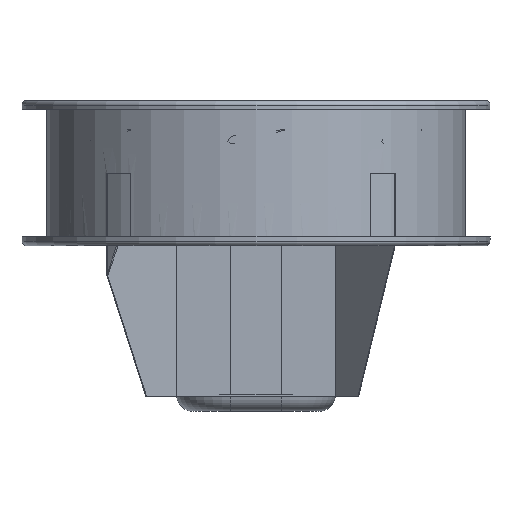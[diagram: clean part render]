
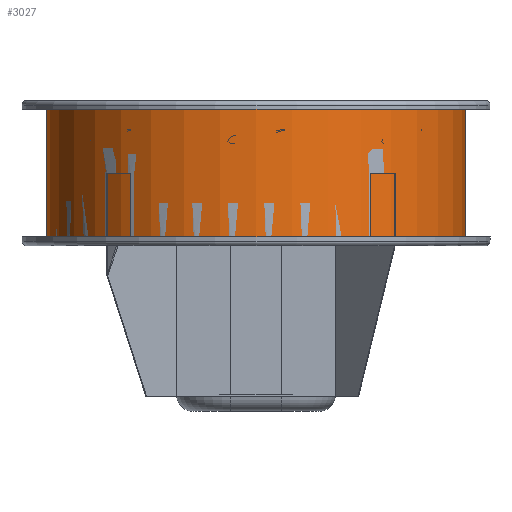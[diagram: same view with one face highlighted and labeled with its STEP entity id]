
A CAD part, front view. The second image highlights one B-rep face of the part: STEP entity #3027.
In plain terms, the highlighted cylindrical face has radius 506.2 mm (diameter 1012.4 mm), a partial arc.
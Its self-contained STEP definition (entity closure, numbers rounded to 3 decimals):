
#38 = ORIENTED_EDGE ( 'NONE', *, *, #5885, .T. ) ;
#187 = VERTEX_POINT ( 'NONE', #3775 ) ;
#754 = CARTESIAN_POINT ( 'NONE',  ( 506.2, 0., -254.757 ) ) ;
#841 = DIRECTION ( 'NONE',  ( 0., 0., 1. ) ) ;
#1050 = DIRECTION ( 'NONE',  ( 0., 0., 1. ) ) ;
#1741 = AXIS2_PLACEMENT_3D ( 'NONE', #4030, #1050, #3325 ) ;
#2047 = CIRCLE ( 'NONE', #1741, 506.2 ) ;
#2108 = FACE_OUTER_BOUND ( 'NONE', #8612, .T. ) ;
#2299 = AXIS2_PLACEMENT_3D ( 'NONE', #3665, #4389, #7958 ) ;
#2310 = DIRECTION ( 'NONE',  ( 0., 0., 1. ) ) ;
#2322 = CARTESIAN_POINT ( 'NONE',  ( 0., 0., 165.741 ) ) ;
#2959 = CARTESIAN_POINT ( 'NONE',  ( -506.2, 0., 74.243 ) ) ;
#3027 = ADVANCED_FACE ( 'NONE', ( #2108 ), #3516, .T. ) ;
#3325 = DIRECTION ( 'NONE',  ( 1., 0., 0. ) ) ;
#3516 = CYLINDRICAL_SURFACE ( 'NONE', #3544, 506.2 ) ;
#3544 = AXIS2_PLACEMENT_3D ( 'NONE', #2322, #3921, #6809 ) ;
#3665 = CARTESIAN_POINT ( 'NONE',  ( 0., 0., 74.243 ) ) ;
#3736 = VERTEX_POINT ( 'NONE', #754 ) ;
#3775 = CARTESIAN_POINT ( 'NONE',  ( 506.2, 0., 74.243 ) ) ;
#3906 = CARTESIAN_POINT ( 'NONE',  ( -506.2, 0., 165.741 ) ) ;
#3921 = DIRECTION ( 'NONE',  ( 0., 0., 1. ) ) ;
#4030 = CARTESIAN_POINT ( 'NONE',  ( 0., 0., -254.757 ) ) ;
#4058 = VERTEX_POINT ( 'NONE', #6257 ) ;
#4389 = DIRECTION ( 'NONE',  ( 0., 0., 1. ) ) ;
#4576 = EDGE_CURVE ( 'NONE', #4058, #6742, #6439, .T. ) ;
#4630 = EDGE_CURVE ( 'NONE', #3736, #187, #9362, .T. ) ;
#5312 = CARTESIAN_POINT ( 'NONE',  ( 506.2, 0., 165.741 ) ) ;
#5885 = EDGE_CURVE ( 'NONE', #4058, #3736, #2047, .T. ) ;
#6257 = CARTESIAN_POINT ( 'NONE',  ( -506.2, 0., -254.757 ) ) ;
#6439 = LINE ( 'NONE', #3906, #8188 ) ;
#6742 = VERTEX_POINT ( 'NONE', #2959 ) ;
#6809 = DIRECTION ( 'NONE',  ( 1., 0., 0. ) ) ;
#6896 = ORIENTED_EDGE ( 'NONE', *, *, #8836, .F. ) ;
#6975 = ORIENTED_EDGE ( 'NONE', *, *, #4630, .T. ) ;
#7373 = ORIENTED_EDGE ( 'NONE', *, *, #4576, .F. ) ;
#7725 = VECTOR ( 'NONE', #841, 1000. ) ;
#7958 = DIRECTION ( 'NONE',  ( 1., 0., 0. ) ) ;
#8188 = VECTOR ( 'NONE', #2310, 1000. ) ;
#8612 = EDGE_LOOP ( 'NONE', ( #7373, #38, #6975, #6896 ) ) ;
#8836 = EDGE_CURVE ( 'NONE', #6742, #187, #9634, .T. ) ;
#9362 = LINE ( 'NONE', #5312, #7725 ) ;
#9634 = CIRCLE ( 'NONE', #2299, 506.2 ) ;
